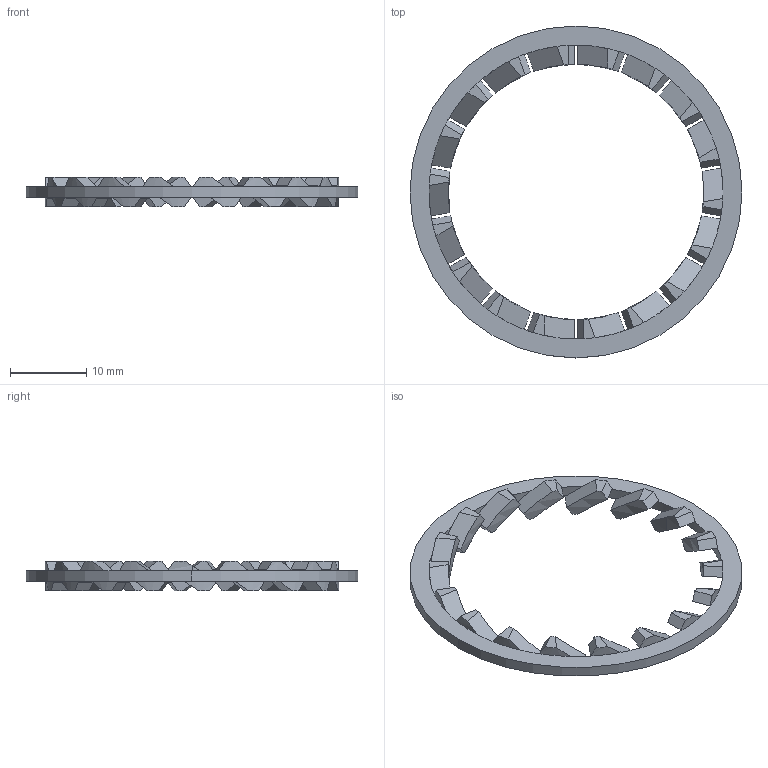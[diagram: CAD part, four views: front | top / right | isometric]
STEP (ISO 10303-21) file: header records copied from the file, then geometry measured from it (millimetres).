
FILE_DESCRIPTION (( 'STEP AP203' ), '1' );
FILE_NAME ('100NPTSW4.STEP', '2019-09-03T09:19:04', ( '' ), ( '' ), 'SwSTEP 2.0', 'SolidWorks 2017', '' );
FILE_SCHEMA (( 'CONFIG_CONTROL_DESIGN' ));
Length unit declared in the file: millimetre
Products named in the file (1): 100NPTSW4
Bounding box: 43.5 x 43.5 x 3.9 mm (x, y, z)
Volume: 939.6 mm3; surface area: 1856 mm2
Topology: 1 solids, 1 shells, 187 faces, 483 edges, 298 vertices
Faces by surface type: plane 110, cylinder 77
Entity records: 5712 total; most frequent: CARTESIAN_POINT 1629, ORIENTED_EDGE 966, DIRECTION 789, EDGE_CURVE 483, AXIS2_PLACEMENT_3D 338, VERTEX_POINT 298, EDGE_LOOP 189, FACE_OUTER_BOUND 187
